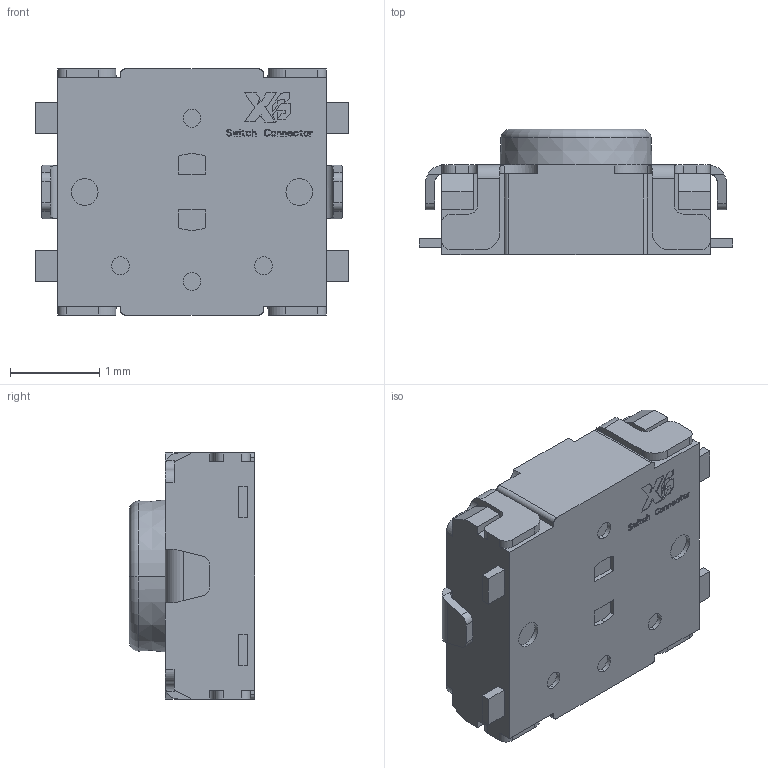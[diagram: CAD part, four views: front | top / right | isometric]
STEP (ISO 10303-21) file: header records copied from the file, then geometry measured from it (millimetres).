
FILE_DESCRIPTION(('STEP AP214'),'1');
FILE_NAME('xb-ts-3027-x.stp','2024-11-27T23:51:40',('TraceParts'),('TraceParts S.A.'),'Spatial InterOp 3D',' ',' ');
FILE_SCHEMA(('AUTOMOTIVE_DESIGN { 1 0 10303 214 1 1 1 1 }'));
Length unit declared in the file: millimetre
Products named in the file (1): xb-ts-3027-x
Bounding box: 3.5 x 1.4 x 2.75 mm (x, y, z)
Volume: 9.1 mm3; surface area: 33.2 mm2
Topology: 1 solids, 1 shells, 718 faces, 2018 edges, 1338 vertices
Faces by surface type: plane 638, cylinder 74, torus 4, cone 2
Entity records: 22875 total; most frequent: CARTESIAN_POINT 4183, ORIENTED_EDGE 4036, DIRECTION 3602, EDGE_CURVE 2018, LINE 1832, VECTOR 1832, VERTEX_POINT 1338, AXIS2_PLACEMENT_3D 885
